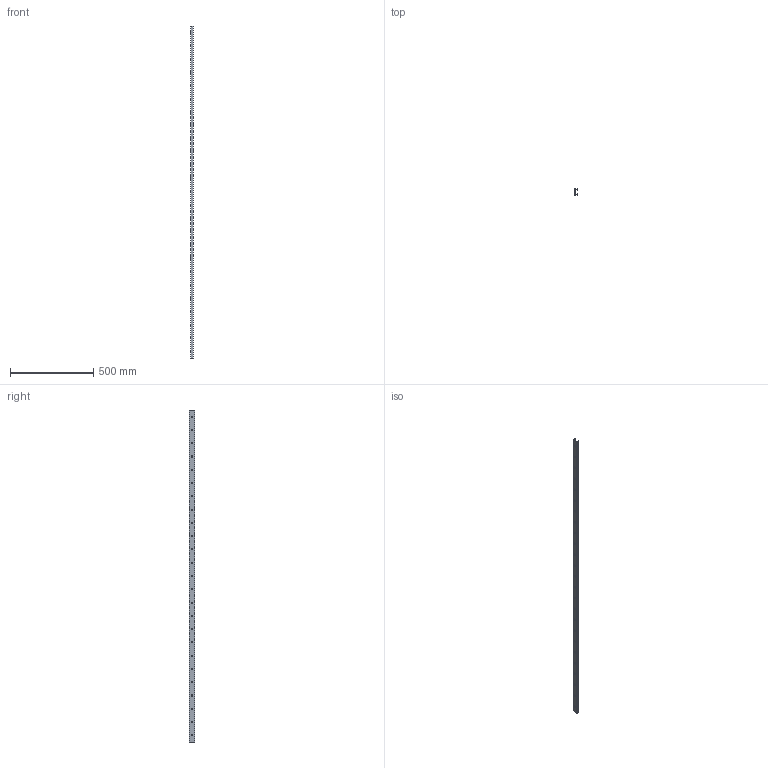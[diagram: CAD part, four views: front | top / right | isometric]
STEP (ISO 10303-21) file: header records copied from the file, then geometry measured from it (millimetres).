
FILE_DESCRIPTION(/* description */ ('Alibre Inc.'),/* implementation_level */ '2;1');
FILE_NAME(/* name */ 'export0',/* time_stamp */ '2010-12-08T16:54:04+01:00',/* author */ (''),/* organization */ (''),/* preprocessor_version */ 'ST-DEVELOPER v10',/* originating_system */ 'Alibre',/* authorisation */ '');
FILE_SCHEMA (('AUTOMOTIVE_DESIGN'));
Length unit declared in the file: millimetre
Bounding box: 16.5 x 35 x 2000 mm (x, y, z)
Volume: 435199.2 mm3; surface area: 251750.4 mm2
Topology: 1 solids, 1 shells, 78 faces, 228 edges, 152 vertices
Faces by surface type: cylinder 38, cone 25, plane 15
Full cylindrical faces by diameter (mm): 6.6 x25
Entity records: 2258 total; most frequent: DIRECTION 395, CARTESIAN_POINT 358, ORIENTED_EDGE 306, AXIS2_PLACEMENT_3D 179, EDGE_LOOP 178, FACE_BOUND 178, EDGE_CURVE 153, VERTEX_POINT 127
